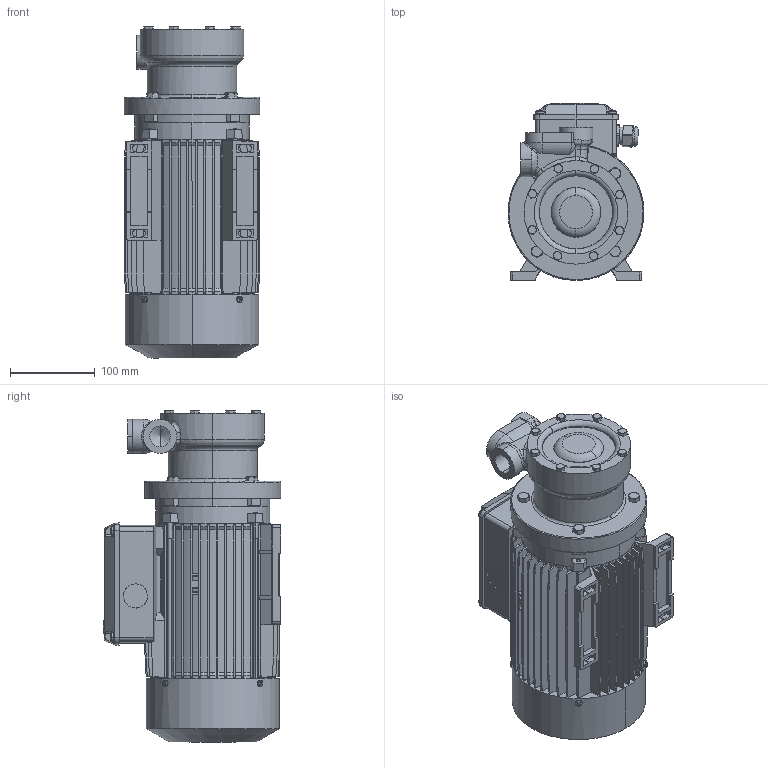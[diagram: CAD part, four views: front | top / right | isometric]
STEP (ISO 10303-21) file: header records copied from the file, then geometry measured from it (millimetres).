
FILE_DESCRIPTION (( 'STEP AP214' ), '1' );
FILE_NAME ('4_93_450_08_REV01.step', '2021-09-23T07:14:45', ( '' ), ( '' ), 'SwSTEP 2.0', 'SolidWorks 2020', '' );
FILE_SCHEMA (( 'AUTOMOTIVE_DESIGN' ));
Length unit declared in the file: millimetre
Products named in the file (1): 4_93_450_08_REV01
Bounding box: 160 x 208.7 x 391 mm (x, y, z)
Volume: 6625696.5 mm3; surface area: 513492 mm2
Topology: 2 solids, 2 shells, 2690 faces, 7599 edges, 5013 vertices
Faces by surface type: bspline 1123, plane 1015, cone 269, cylinder 255, sphere 16, torus 12
Entity records: 97078 total; most frequent: CARTESIAN_POINT 33960, ORIENTED_EDGE 15188, DIRECTION 9594, EDGE_CURVE 7594, VERTEX_POINT 5013, LINE 4714, VECTOR 4714, EDGE_LOOP 2819
